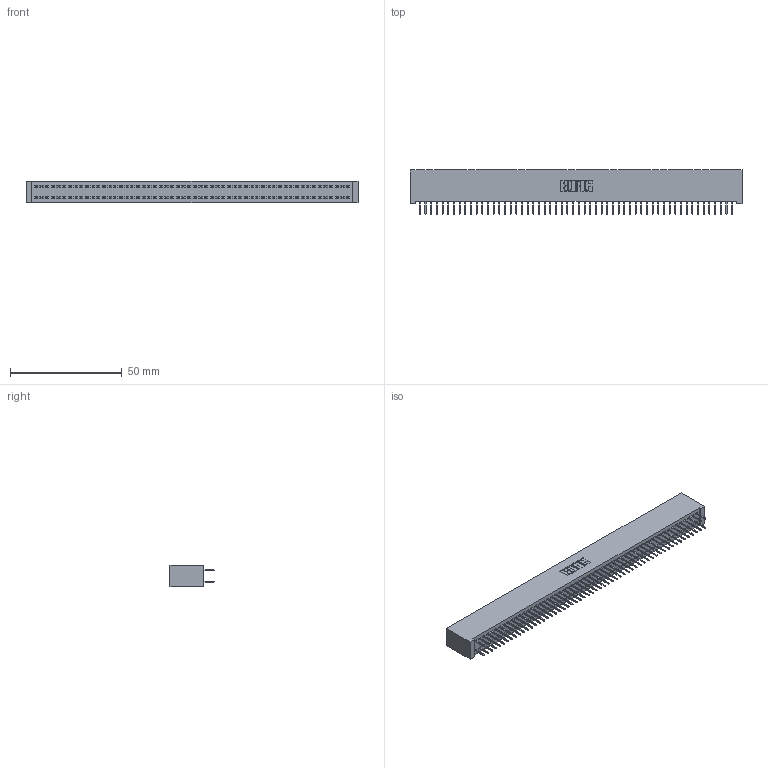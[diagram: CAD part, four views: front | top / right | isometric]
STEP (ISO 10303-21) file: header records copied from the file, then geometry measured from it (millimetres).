
FILE_DESCRIPTION (( 'STEP AP203' ), '1' );
FILE_NAME ('392-112-524-201.STEP', '2018-08-18T22:22:50', ( '' ), ( '' ), 'SwSTEP 2.0', 'SolidWorks 2016', '' );
FILE_SCHEMA (( 'CONFIG_CONTROL_DESIGN' ));
Length unit declared in the file: inch
Products named in the file (3): 342 Part_Lugless; 345-292-001_345-293-124; 392-112-524-201
Assembly tree (113 placements, depth 2):
  392-112-524-201
    342 Part_Lugless
    345-292-001_345-293-124  x112
Bounding box: 148.49 x 19.69 x 9.4 mm (x, y, z)
Volume: 13677.9 mm3; surface area: 22614.6 mm2
Topology: 113 solids, 113 shells, 6374 faces, 18083 edges, 11606 vertices
Faces by surface type: plane 4766, cylinder 1608
Entity records: 33881 total; most frequent: CARTESIAN_POINT 5594, ORIENTED_EDGE 5530, DIRECTION 4749, EDGE_CURVE 2765, VECTOR 2649, LINE 2649, VERTEX_POINT 1838, AXIS2_PLACEMENT_3D 1050
